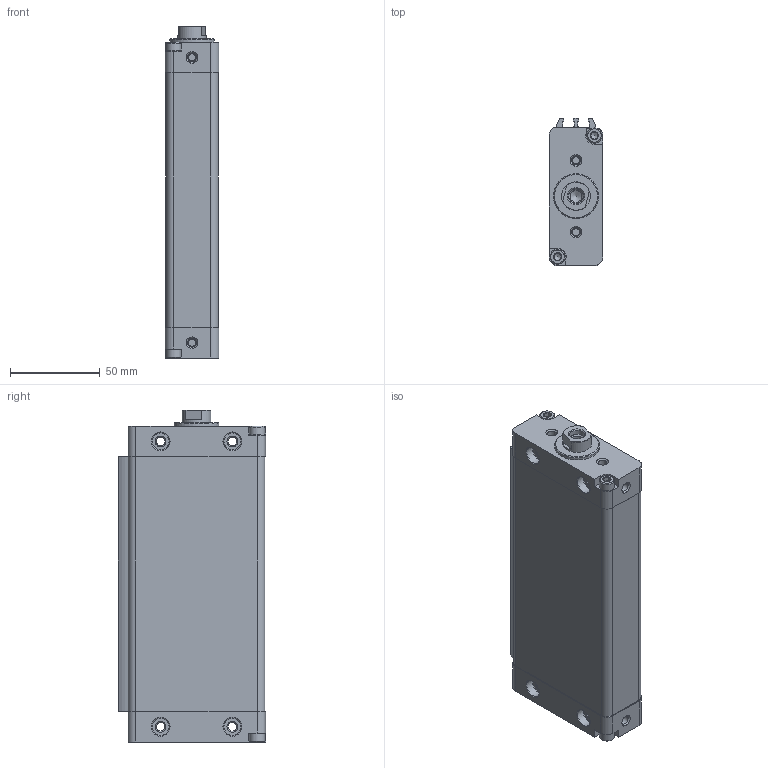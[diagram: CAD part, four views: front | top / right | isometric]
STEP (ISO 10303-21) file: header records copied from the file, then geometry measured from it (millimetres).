
FILE_DESCRIPTION(/* description */ ('STEP AP214'),/* implementation_level */ '2;1');
FILE_NAME(/* name */ '164058_DZF-40-100-P-A',/* time_stamp */ '2024-08-23T17:52:05+02:00',/* author */ ('License CC BY-ND 4.0'),/* organization */ ('CADENAS'),/* preprocessor_version */ 'ST-DEVELOPER v19.3',/* originating_system */ 'PARTsolutions',/* authorisation */ ' ');
FILE_SCHEMA (('AUTOMOTIVE_DESIGN {1 0 10303 214 3 1 1}'));
Length unit declared in the file: millimetre
Products named in the file (4): 164058 DZF-40-100-P-A---(0); 164058 DZF-40-100-P-A---(ZR); 164058 DZF-40-100-P-A---(KS); 332223 DGP-25
Assembly tree (4 placements, depth 2):
  164058 DZF-40-100-P-A---(0)
    164058 DZF-40-100-P-A---(ZR)
    164058 DZF-40-100-P-A---(KS)
    332223 DGP-25  x2
Bounding box: 30 x 82 x 185 mm (x, y, z)
Volume: 281562.6 mm3; surface area: 83576.5 mm2
Topology: 4 solids, 4 shells, 348 faces, 839 edges, 522 vertices
Faces by surface type: plane 167, cylinder 88, cone 69, torus 24
Full cylindrical faces by diameter (mm): 4 x1, 4.917 x18, 6.647 x1, 7.7 x2, 8.4 x1, 8.5 x4, 8.566 x4, 9.728 x4, 10 x8, 16 x2, 25 x1
Entity records: 8940 total; most frequent: CARTESIAN_POINT 1595, DIRECTION 1574, ORIENTED_EDGE 1318, EDGE_CURVE 659, AXIS2_PLACEMENT_3D 619, FACE_BOUND 475, VERTEX_POINT 474, EDGE_LOOP 468
